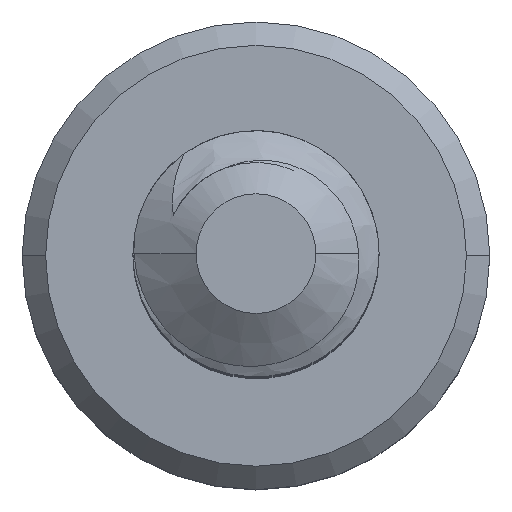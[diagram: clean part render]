
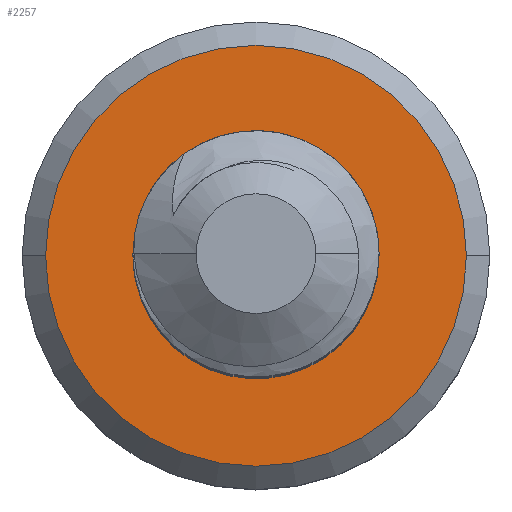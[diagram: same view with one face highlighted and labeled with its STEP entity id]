
A CAD part, top view. The second image highlights one B-rep face of the part: STEP entity #2257.
In plain terms, the highlighted planar face has unit normal (0, 0, 1).
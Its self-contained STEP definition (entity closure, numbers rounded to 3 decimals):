
#20=FACE_BOUND('',#583,.T.);
#23=PLANE('',#2416);
#336=B_SPLINE_CURVE_WITH_KNOTS('',3,(#5734,#5735,#5736,#5737,#5738,#5739,
#5740,#5741,#5742,#5743),.UNSPECIFIED.,.F.,.F.,(4,2,2,2,4),(0.,
0.001,0.001,0.002,0.002),
 .UNSPECIFIED.);
#338=B_SPLINE_CURVE_WITH_KNOTS('',3,(#6445,#6446,#6447,#6448,#6449,#6450,
#6451,#6452,#6453,#6454,#6455,#6456),.UNSPECIFIED.,.F.,.F.,(4,2,2,2,2,4),
(0.,0.,0.001,0.001,
0.002,0.002),.UNSPECIFIED.);
#455=FACE_OUTER_BOUND('',#582,.T.);
#582=EDGE_LOOP('',(#2076,#2077));
#583=EDGE_LOOP('',(#2078,#2079,#2080,#2081));
#835=CIRCLE('',#2289,1.71);
#843=CIRCLE('',#2351,1.);
#844=CIRCLE('',#2401,0.74);
#855=CIRCLE('',#2417,1.71);
#856=VERTEX_POINT('',#2851);
#857=VERTEX_POINT('',#2852);
#974=VERTEX_POINT('',#3993);
#976=VERTEX_POINT('',#4001);
#1071=VERTEX_POINT('',#5733);
#1072=VERTEX_POINT('',#6439);
#1084=EDGE_CURVE('',#856,#857,#835,.T.);
#1255=EDGE_CURVE('',#976,#974,#843,.T.);
#1399=EDGE_CURVE('',#1071,#974,#336,.T.);
#1403=EDGE_CURVE('',#976,#1072,#338,.T.);
#1404=EDGE_CURVE('',#1072,#1071,#844,.T.);
#1415=EDGE_CURVE('',#857,#856,#855,.T.);
#2076=ORIENTED_EDGE('',*,*,#1415,.T.);
#2077=ORIENTED_EDGE('',*,*,#1084,.T.);
#2078=ORIENTED_EDGE('',*,*,#1255,.F.);
#2079=ORIENTED_EDGE('',*,*,#1403,.T.);
#2080=ORIENTED_EDGE('',*,*,#1404,.T.);
#2081=ORIENTED_EDGE('',*,*,#1399,.T.);
#2257=ADVANCED_FACE('',(#455,#20),#23,.F.);
#2289=AXIS2_PLACEMENT_3D('',#2853,#2440,#2441);
#2351=AXIS2_PLACEMENT_3D('',#4007,#2623,#2624);
#2401=AXIS2_PLACEMENT_3D('',#6458,#2770,#2771);
#2416=AXIS2_PLACEMENT_3D('',#6478,#2800,#2801);
#2417=AXIS2_PLACEMENT_3D('',#6479,#2802,#2803);
#2440=DIRECTION('center_axis',(0.,0.,1.));
#2441=DIRECTION('ref_axis',(-1.,0.,0.));
#2623=DIRECTION('center_axis',(0.,0.,1.));
#2624=DIRECTION('ref_axis',(1.,0.,0.));
#2770=DIRECTION('center_axis',(0.,0.,-1.));
#2771=DIRECTION('ref_axis',(1.,0.,0.));
#2800=DIRECTION('center_axis',(0.,0.,-1.));
#2801=DIRECTION('ref_axis',(-1.,0.,0.));
#2802=DIRECTION('center_axis',(0.,0.,1.));
#2803=DIRECTION('ref_axis',(-1.,0.,0.));
#2851=CARTESIAN_POINT('',(1.71,0.,-10.));
#2852=CARTESIAN_POINT('',(-1.71,0.,-10.));
#2853=CARTESIAN_POINT('Origin',(0.,0.,-10.));
#3993=CARTESIAN_POINT('',(-0.701,0.714,-10.));
#4001=CARTESIAN_POINT('',(0.,1.,-10.));
#4007=CARTESIAN_POINT('Origin',(0.,0.,-10.));
#5733=CARTESIAN_POINT('',(0.,-0.74,-10.));
#5734=CARTESIAN_POINT('Ctrl Pts',(0.,-0.74,
-10.));
#5735=CARTESIAN_POINT('Ctrl Pts',(-0.173,-0.764,
-10.));
#5736=CARTESIAN_POINT('Ctrl Pts',(-0.349,-0.729,
-10.));
#5737=CARTESIAN_POINT('Ctrl Pts',(-0.651,-0.555,
-10.));
#5738=CARTESIAN_POINT('Ctrl Pts',(-0.768,-0.419,
-10.));
#5739=CARTESIAN_POINT('Ctrl Pts',(-0.911,-0.103,
-10.));
#5740=CARTESIAN_POINT('Ctrl Pts',(-0.936,0.075,
-10.));
#5741=CARTESIAN_POINT('Ctrl Pts',(-0.886,0.416,
-10.));
#5742=CARTESIAN_POINT('Ctrl Pts',(-0.811,0.578,
-10.));
#5743=CARTESIAN_POINT('Ctrl Pts',(-0.701,0.714,
-10.));
#6439=CARTESIAN_POINT('',(0.519,-0.528,-10.));
#6445=CARTESIAN_POINT('Ctrl Pts',(0.,1.,-10.));
#6446=CARTESIAN_POINT('Ctrl Pts',(0.087,0.991,
-10.));
#6447=CARTESIAN_POINT('Ctrl Pts',(0.17,0.971,-10.));
#6448=CARTESIAN_POINT('Ctrl Pts',(0.331,0.908,-10.));
#6449=CARTESIAN_POINT('Ctrl Pts',(0.407,0.865,-10.));
#6450=CARTESIAN_POINT('Ctrl Pts',(0.613,0.708,-10.));
#6451=CARTESIAN_POINT('Ctrl Pts',(0.722,0.563,-10.));
#6452=CARTESIAN_POINT('Ctrl Pts',(0.843,0.241,-10.));
#6453=CARTESIAN_POINT('Ctrl Pts',(0.851,0.061,
-10.));
#6454=CARTESIAN_POINT('Ctrl Pts',(0.758,-0.275,
-10.));
#6455=CARTESIAN_POINT('Ctrl Pts',(0.66,-0.426,
-10.));
#6456=CARTESIAN_POINT('Ctrl Pts',(0.519,-0.528,
-10.));
#6458=CARTESIAN_POINT('Origin',(0.,0.,-10.));
#6478=CARTESIAN_POINT('Origin',(0.,0.,-10.));
#6479=CARTESIAN_POINT('Origin',(0.,0.,-10.));
